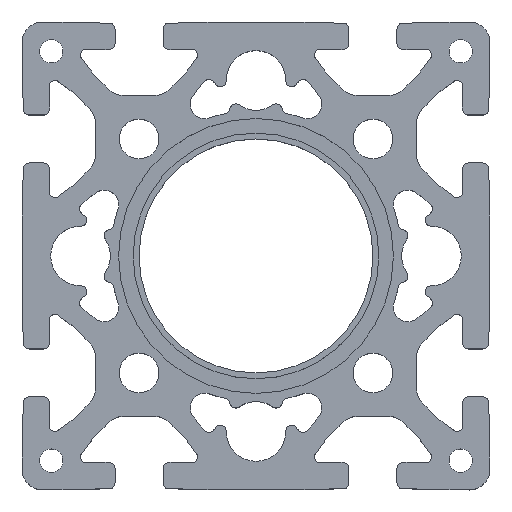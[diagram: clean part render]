
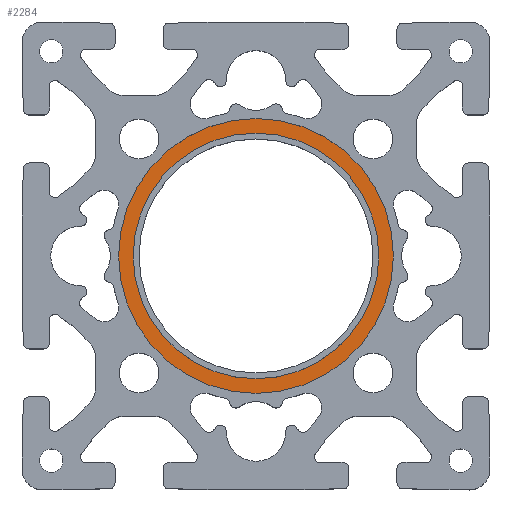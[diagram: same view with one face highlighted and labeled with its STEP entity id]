
A CAD part, top view. The second image highlights one B-rep face of the part: STEP entity #2284.
In plain terms, the highlighted planar face has unit normal (0, 0, 1).
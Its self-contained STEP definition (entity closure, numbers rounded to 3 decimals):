
#2222=CARTESIAN_POINT('',(21.,0.,3.0));
#2223=VERTEX_POINT('',#2222);
#2224=CARTESIAN_POINT('',(0.,0.,3.0));
#2225=DIRECTION('',(0.0,0.0,1.0));
#2226=DIRECTION('',(-1.0,0.0,0.0));
#2227=AXIS2_PLACEMENT_3D('',#2224,#2225,#2226);
#2228=CIRCLE('',#2227,21.0);
#2229=EDGE_CURVE('',#2223,#2223,#2228,.T.);
#2250=CARTESIAN_POINT('',(23.5,0.,3.0));
#2251=VERTEX_POINT('',#2250);
#2252=CARTESIAN_POINT('',(0.,0.,3.0));
#2253=DIRECTION('',(0.0,0.0,1.0));
#2254=DIRECTION('',(-1.0,0.0,0.0));
#2255=AXIS2_PLACEMENT_3D('',#2252,#2253,#2254);
#2256=CIRCLE('',#2255,23.5);
#2257=EDGE_CURVE('',#2251,#2251,#2256,.T.);
#2273=CARTESIAN_POINT('',(0.,0.,3.0));
#2274=DIRECTION('',(0.0,0.0,-1.0));
#2275=DIRECTION('',(-1.0,0.0,0.0));
#2276=AXIS2_PLACEMENT_3D('',#2273,#2274,#2275);
#2277=PLANE('',#2276);
#2278=ORIENTED_EDGE('',*,*,#2257,.T.);
#2279=EDGE_LOOP('',(#2278));
#2280=FACE_OUTER_BOUND('',#2279,.T.);
#2281=ORIENTED_EDGE('',*,*,#2229,.F.);
#2282=EDGE_LOOP('',(#2281));
#2283=FACE_BOUND('',#2282,.T.);
#2284=ADVANCED_FACE('',(#2280,#2283),#2277,.F.);
